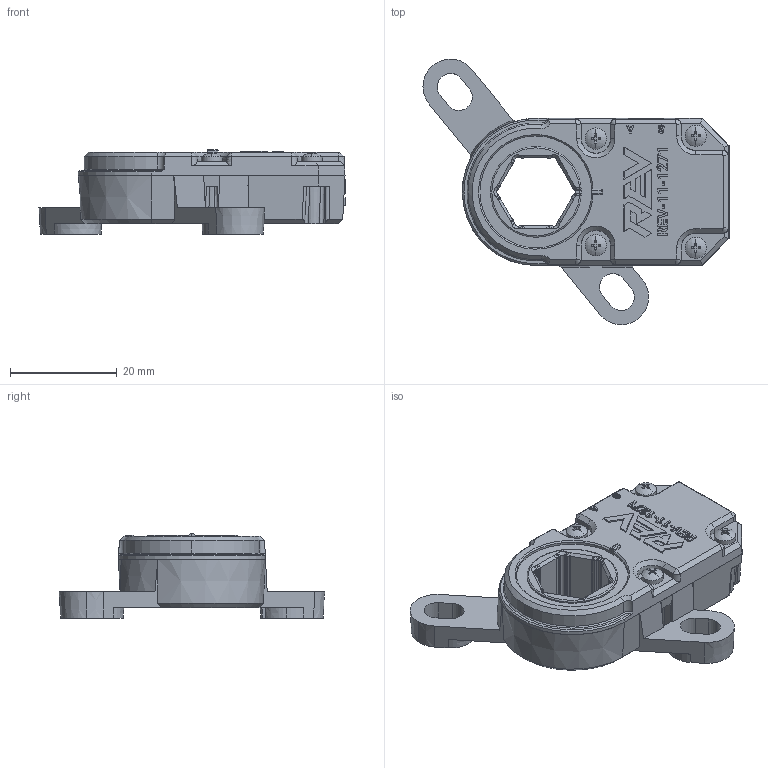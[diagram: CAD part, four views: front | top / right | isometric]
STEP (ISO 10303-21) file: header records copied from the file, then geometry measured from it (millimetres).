
FILE_DESCRIPTION (( 'STEP AP203' ), '1' );
FILE_NAME ('REV-11-1271.STEP', '2019-08-05T23:08:43', ( '' ), ( '' ), 'SwSTEP 2.0', 'SolidWorks 2018', '' );
FILE_SCHEMA (( 'CONFIG_CONTROL_DESIGN' ));
Length unit declared in the file: inch
Products named in the file (11): REV-11-1271-2 ALT; REV-11-1271-1; 6703-ZZ Bearing; REV-11-1271; cross recessed thread forming screws gb_GB_CROSS_SCREWS_TYPE138 M2X8X7.2-N; REV-11-1271-0; REV-11-1271-5; REV-11-1271-4; S6B-PH-K-S; REV-11-1271-3 Alt; 128-2Z Bearing_7804K145
Assembly tree (14 placements, depth 2):
  REV-11-1271
    REV-11-1271-1
    REV-11-1271-4
    REV-11-1271-0
    6703-ZZ Bearing  x2
    128-2Z Bearing_7804K145
    REV-11-1271-5
    S6B-PH-K-S
    cross recessed thread forming screws gb_GB_CROSS_SCREWS_TYPE138 M2X8X7.2-N  x4
    REV-11-1271-3 Alt
    REV-11-1271-2 ALT
Bounding box: 57.37 x 49.76 x 15.83 mm (x, y, z)
Volume: 10535.2 mm3; surface area: 16383 mm2
Topology: 29 solids, 29 shells, 2762 faces, 7491 edges, 4752 vertices
Faces by surface type: plane 850, bspline 795, cylinder 774, cone 204, torus 91, sphere 48
Entity records: 105624 total; most frequent: CARTESIAN_POINT 41848, ORIENTED_EDGE 14334, DIRECTION 11182, EDGE_CURVE 7167, VERTEX_POINT 4576, AXIS2_PLACEMENT_3D 3735, LINE 3712, VECTOR 3712
